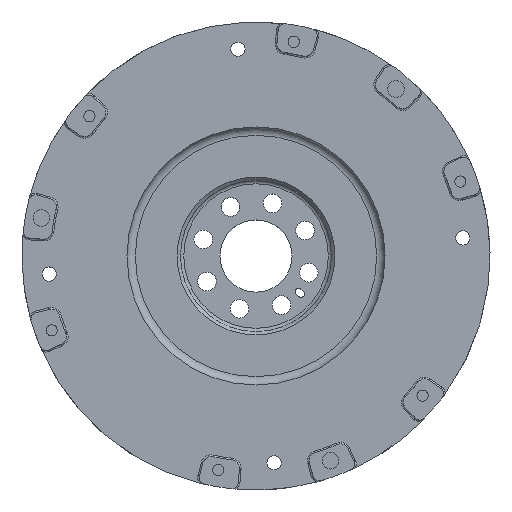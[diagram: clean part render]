
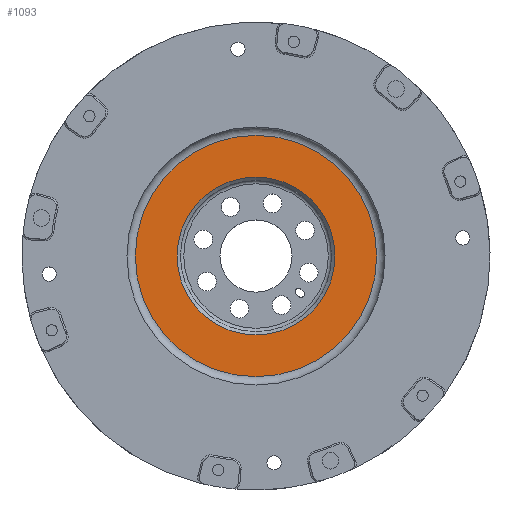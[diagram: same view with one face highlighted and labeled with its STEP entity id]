
A CAD part, top view. The second image highlights one B-rep face of the part: STEP entity #1093.
In plain terms, the highlighted planar face has unit normal (0, 0, 1).
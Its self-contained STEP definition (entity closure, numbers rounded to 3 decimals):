
#1093=ADVANCED_FACE('',(#2675,#2677),#2679,.T.);
#2675=FACE_BOUND('',#2676,.T.);
#2676=EDGE_LOOP('',(#3838,#3839));
#2677=FACE_BOUND('',#2678,.T.);
#2678=EDGE_LOOP('',(#3840));
#2679=PLANE('',#2680);
#2680=AXIS2_PLACEMENT_3D('',#2681,#2682,#2683);
#2681=CARTESIAN_POINT('',(0.,0.,5.828));
#2682=DIRECTION('',(0.,0.,1.));
#2683=DIRECTION('',(1.,0.,0.));
#3838=ORIENTED_EDGE('',*,*,#4529,.T.);
#3839=ORIENTED_EDGE('',*,*,#4530,.T.);
#3840=ORIENTED_EDGE('',*,*,#4531,.T.);
#4529=EDGE_CURVE('',#5327,#5328,#5329,.T.);
#4530=EDGE_CURVE('',#5328,#5327,#5330,.T.);
#4531=EDGE_CURVE('',#5331,#5331,#5332,.T.);
#5327=VERTEX_POINT('',#7411);
#5328=VERTEX_POINT('',#7412);
#5329=CIRCLE('',#7413,72.);
#5330=CIRCLE('',#7417,72.);
#5331=VERTEX_POINT('',#7421);
#5332=CIRCLE('',#7422,47.11);
#7411=CARTESIAN_POINT('',(72.,0.,5.828));
#7412=CARTESIAN_POINT('',(-72.,0.,5.828));
#7413=AXIS2_PLACEMENT_3D('',#7414,#7415,#7416);
#7414=CARTESIAN_POINT('',(0.,0.,5.828));
#7415=DIRECTION('',(0.,0.,1.));
#7416=DIRECTION('',(1.,0.,0.));
#7417=AXIS2_PLACEMENT_3D('',#7418,#7419,#7420);
#7418=CARTESIAN_POINT('',(0.,0.,5.828));
#7419=DIRECTION('',(0.,0.,1.));
#7420=DIRECTION('',(-1.,0.,0.));
#7421=CARTESIAN_POINT('',(47.11,0.,5.828));
#7422=AXIS2_PLACEMENT_3D('',#7423,#7424,#7425);
#7423=CARTESIAN_POINT('',(0.,0.,5.828));
#7424=DIRECTION('',(-0.,-0.,-1.));
#7425=DIRECTION('',(1.,0.,0.));
